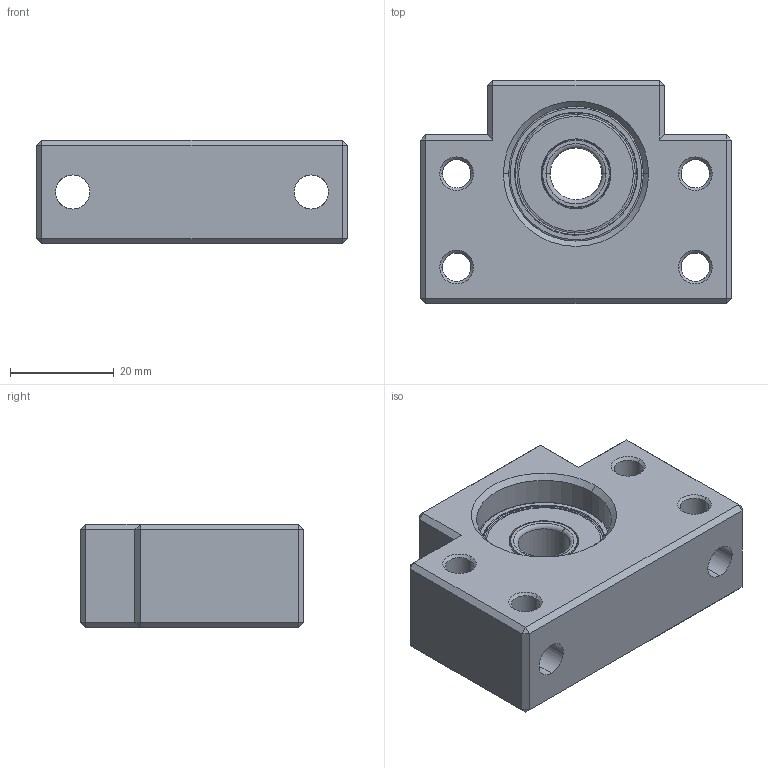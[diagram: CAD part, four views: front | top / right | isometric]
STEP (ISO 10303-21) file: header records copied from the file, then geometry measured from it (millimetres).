
FILE_DESCRIPTION (( 'STEP AP214' ), '1' );
FILE_NAME ('BF12.STEP', '2025-11-07T09:02:45', ( '' ), ( '' ), 'SwSTEP 2.0', 'SolidWorks 2024', '' );
FILE_SCHEMA (( 'AUTOMOTIVE_DESIGN' ));
Length unit declared in the file: millimetre
Products named in the file (1): BF12
Bounding box: 60 x 43 x 20 mm (x, y, z)
Volume: 33925.4 mm3; surface area: 14863.3 mm2
Topology: 13 solids, 13 shells, 518 faces, 1317 edges, 826 vertices
Faces by surface type: plane 222, bspline 105, torus 87, cylinder 54, cone 28, sphere 22
Entity records: 22933 total; most frequent: CARTESIAN_POINT 11051, ORIENTED_EDGE 2546, DIRECTION 2186, EDGE_CURVE 1273, VERTEX_POINT 802, AXIS2_PLACEMENT_3D 741, LINE 704, VECTOR 704
